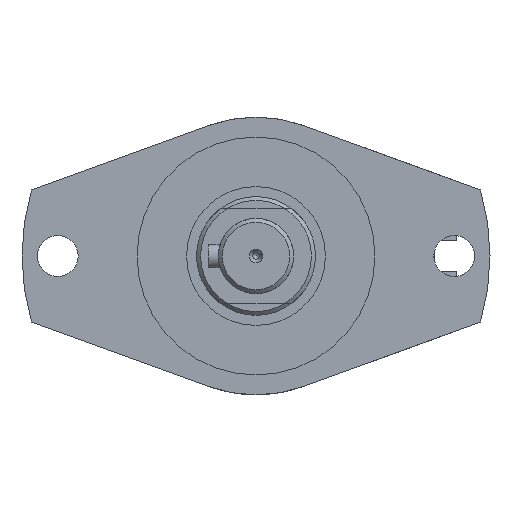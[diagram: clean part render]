
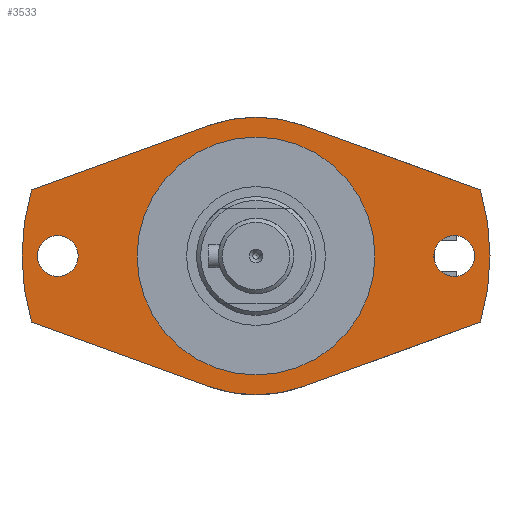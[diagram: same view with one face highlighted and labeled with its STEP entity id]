
A CAD part, left-side view. The second image highlights one B-rep face of the part: STEP entity #3533.
In plain terms, the highlighted planar face has unit normal (-1, 0, 0).
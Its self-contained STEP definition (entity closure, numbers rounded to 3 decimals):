
#135=LINE('',#5478,#369);
#138=LINE('',#5484,#372);
#142=LINE('',#5491,#376);
#145=LINE('',#5497,#379);
#369=VECTOR('',#4463,47.497);
#372=VECTOR('',#4468,47.497);
#376=VECTOR('',#4474,47.497);
#379=VECTOR('',#4479,47.497);
#910=FACE_BOUND('',#1111,.T.);
#911=FACE_BOUND('',#1112,.T.);
#912=FACE_BOUND('',#1113,.T.);
#913=FACE_BOUND('',#1114,.T.);
#1111=EDGE_LOOP('',(#2522));
#1112=EDGE_LOOP('',(#2523));
#1113=EDGE_LOOP('',(#2524));
#1114=EDGE_LOOP('',(#2525,#2526,#2527,#2528,#2529,#2530,#2531,#2532));
#1362=CIRCLE('',#3828,35.);
#1364=CIRCLE('',#3830,35.);
#1365=CIRCLE('',#3832,5.15);
#1367=CIRCLE('',#3835,5.15);
#1370=CIRCLE('',#3844,30.);
#1371=CIRCLE('',#3845,59.);
#1372=CIRCLE('',#3846,59.);
#1575=VERTEX_POINT('',#5451);
#1576=VERTEX_POINT('',#5453);
#1579=VERTEX_POINT('',#5459);
#1580=VERTEX_POINT('',#5461);
#1581=VERTEX_POINT('',#5465);
#1583=VERTEX_POINT('',#5470);
#1585=VERTEX_POINT('',#5475);
#1588=VERTEX_POINT('',#5483);
#1590=VERTEX_POINT('',#5489);
#1592=VERTEX_POINT('',#5494);
#1593=VERTEX_POINT('',#5501);
#1922=EDGE_CURVE('',#1576,#1575,#1362,.T.);
#1926=EDGE_CURVE('',#1580,#1579,#1364,.T.);
#1928=EDGE_CURVE('',#1581,#1581,#1365,.T.);
#1930=EDGE_CURVE('',#1583,#1583,#1367,.T.);
#1933=EDGE_CURVE('',#1579,#1585,#135,.T.);
#1936=EDGE_CURVE('',#1588,#1576,#138,.T.);
#1940=EDGE_CURVE('',#1575,#1590,#142,.T.);
#1943=EDGE_CURVE('',#1592,#1580,#145,.T.);
#1945=EDGE_CURVE('',#1593,#1593,#1370,.T.);
#1946=EDGE_CURVE('',#1588,#1585,#1371,.T.);
#1947=EDGE_CURVE('',#1592,#1590,#1372,.T.);
#2522=ORIENTED_EDGE('',*,*,#1928,.T.);
#2523=ORIENTED_EDGE('',*,*,#1930,.T.);
#2524=ORIENTED_EDGE('',*,*,#1945,.T.);
#2525=ORIENTED_EDGE('',*,*,#1943,.T.);
#2526=ORIENTED_EDGE('',*,*,#1926,.T.);
#2527=ORIENTED_EDGE('',*,*,#1933,.T.);
#2528=ORIENTED_EDGE('',*,*,#1946,.F.);
#2529=ORIENTED_EDGE('',*,*,#1936,.T.);
#2530=ORIENTED_EDGE('',*,*,#1922,.T.);
#2531=ORIENTED_EDGE('',*,*,#1940,.T.);
#2532=ORIENTED_EDGE('',*,*,#1947,.F.);
#3147=PLANE('',#3843);
#3533=ADVANCED_FACE('',(#910,#911,#912,#913),#3147,.T.);
#3828=AXIS2_PLACEMENT_3D('',#5454,#4439,#4440);
#3830=AXIS2_PLACEMENT_3D('',#5462,#4445,#4446);
#3832=AXIS2_PLACEMENT_3D('',#5466,#4450,#4451);
#3835=AXIS2_PLACEMENT_3D('',#5471,#4456,#4457);
#3843=AXIS2_PLACEMENT_3D('',#5500,#4484,#4485);
#3844=AXIS2_PLACEMENT_3D('',#5502,#4486,#4487);
#3845=AXIS2_PLACEMENT_3D('',#5503,#4488,#4489);
#3846=AXIS2_PLACEMENT_3D('',#5504,#4490,#4491);
#4439=DIRECTION('center_axis',(-1.,0.,0.));
#4440=DIRECTION('ref_axis',(0.,0.342,-0.94));
#4445=DIRECTION('center_axis',(-1.,0.,0.));
#4446=DIRECTION('ref_axis',(0.,-0.342,0.94));
#4450=DIRECTION('center_axis',(1.,0.,0.));
#4451=DIRECTION('ref_axis',(0.,0.,
-1.));
#4456=DIRECTION('center_axis',(1.,0.,0.));
#4457=DIRECTION('ref_axis',(0.,0.,
-1.));
#4463=DIRECTION('',(0.,-0.94,0.342));
#4468=DIRECTION('',(0.,0.94,0.342));
#4474=DIRECTION('',(0.,0.94,-0.342));
#4479=DIRECTION('',(0.,-0.94,-0.342));
#4484=DIRECTION('center_axis',(-1.,0.,0.));
#4485=DIRECTION('ref_axis',(0.,0.,1.));
#4486=DIRECTION('center_axis',(1.,0.,0.));
#4487=DIRECTION('ref_axis',(0.,1.,0.));
#4488=DIRECTION('center_axis',(1.,0.,0.));
#4489=DIRECTION('ref_axis',(0.,1.,0.));
#4490=DIRECTION('center_axis',(1.,0.,0.));
#4491=DIRECTION('ref_axis',(0.,1.,0.));
#5451=CARTESIAN_POINT('',(47.,11.971,32.889));
#5453=CARTESIAN_POINT('',(47.,-11.971,32.889));
#5454=CARTESIAN_POINT('Origin',(47.,0.,0.));
#5459=CARTESIAN_POINT('',(47.,-11.971,-32.889));
#5461=CARTESIAN_POINT('',(47.,11.971,-32.889));
#5462=CARTESIAN_POINT('Origin',(47.,0.,0.));
#5465=CARTESIAN_POINT('',(47.,-50.,5.15));
#5466=CARTESIAN_POINT('Origin',(47.,-50.,0.));
#5470=CARTESIAN_POINT('',(47.,50.,5.15));
#5471=CARTESIAN_POINT('Origin',(47.,50.,0.));
#5475=CARTESIAN_POINT('',(47.,-56.604,-16.644));
#5478=CARTESIAN_POINT('',(47.,7.677,-40.04));
#5483=CARTESIAN_POINT('',(47.,-56.604,16.644));
#5484=CARTESIAN_POINT('',(47.,-37.505,23.596));
#5489=CARTESIAN_POINT('',(47.,56.604,16.644));
#5491=CARTESIAN_POINT('',(47.,31.618,25.738));
#5494=CARTESIAN_POINT('',(47.,56.604,-16.644));
#5497=CARTESIAN_POINT('',(47.,76.799,-9.294));
#5500=CARTESIAN_POINT('Origin',(47.,44.5,0.));
#5501=CARTESIAN_POINT('',(47.,30.,0.));
#5502=CARTESIAN_POINT('Origin',(47.,0.,0.));
#5503=CARTESIAN_POINT('Origin',(47.,0.,0.));
#5504=CARTESIAN_POINT('Origin',(47.,0.,0.));
